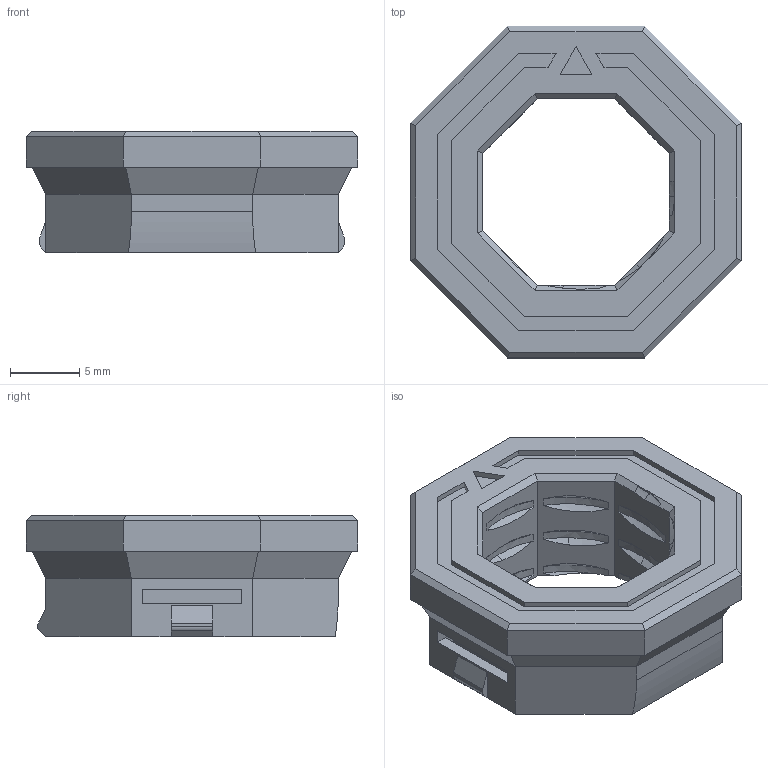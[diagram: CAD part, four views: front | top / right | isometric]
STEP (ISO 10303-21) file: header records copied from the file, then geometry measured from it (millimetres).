
FILE_DESCRIPTION(/* description */ (''),/* implementation_level */ '2;1');
FILE_NAME(/* name */ 'Directional Snap - STEP Multiboard Remixing Files.step',/* time_stamp */ '2024-05-02T16:48:09-04:00',/* author */ (''),/* organization */ (''),/* preprocessor_version */ 'ST-DEVELOPER v20',/* originating_system */ 'Autodesk Translation Framework v12.20.1.177',/* authorisation */ '');
FILE_SCHEMA (('AUTOMOTIVE_DESIGN { 1 0 10303 214 3 1 1 }'));
Length unit declared in the file: millimetre
Products named in the file (1): Directional
Bounding box: 24 x 24 x 8.8 mm (x, y, z)
Volume: 2175.8 mm3; surface area: 1793.8 mm2
Topology: 1 solids, 1 shells, 220 faces, 558 edges, 362 vertices
Faces by surface type: plane 103, bspline 88, cylinder 29
Entity records: 8819 total; most frequent: CARTESIAN_POINT 4161, ORIENTED_EDGE 1116, DIRECTION 614, EDGE_CURVE 558, VERTEX_POINT 362, LINE 320, VECTOR 320, EDGE_LOOP 248
